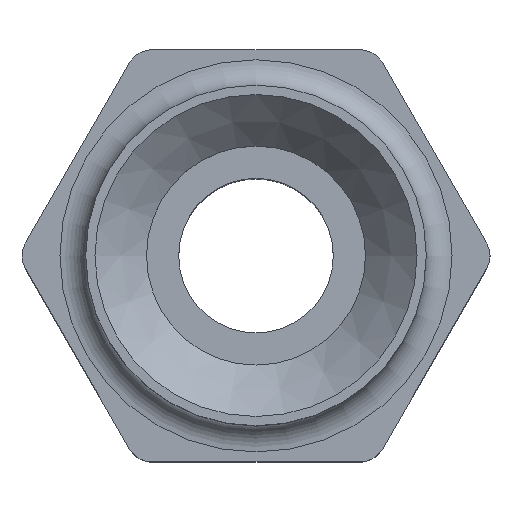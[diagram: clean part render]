
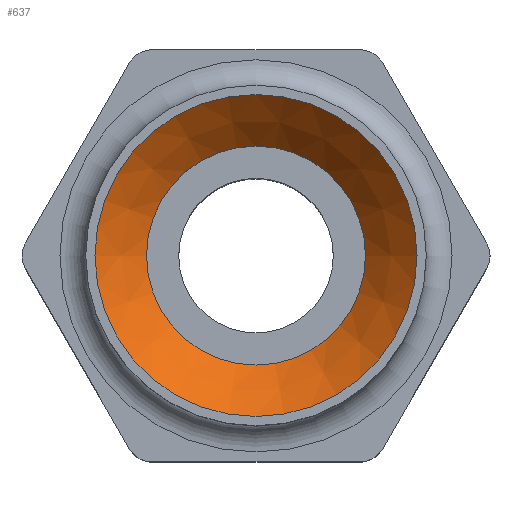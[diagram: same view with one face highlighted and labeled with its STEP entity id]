
A CAD part, top view. The second image highlights one B-rep face of the part: STEP entity #637.
In plain terms, the highlighted conical face has half-angle 45 degrees and reference radius 12.5 mm.
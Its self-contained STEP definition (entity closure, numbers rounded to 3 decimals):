
#23=CONICAL_SURFACE('',#699,12.5,0.785);
#156=ORIENTED_EDGE('',*,*,#239,.F.);
#157=ORIENTED_EDGE('',*,*,#231,.F.);
#231=EDGE_CURVE('',#271,#271,#299,.T.);
#239=EDGE_CURVE('',#279,#279,#307,.F.);
#271=VERTEX_POINT('',#937);
#279=VERTEX_POINT('',#959);
#299=CIRCLE('',#683,12.5);
#307=CIRCLE('',#697,8.5);
#340=EDGE_LOOP('',(#156));
#341=EDGE_LOOP('',(#157));
#386=FACE_BOUND('',#340,.T.);
#387=FACE_BOUND('',#341,.T.);
#637=ADVANCED_FACE('',(#386,#387),#23,.F.);
#683=AXIS2_PLACEMENT_3D('',#936,#797,#798);
#697=AXIS2_PLACEMENT_3D('',#958,#825,#826);
#699=AXIS2_PLACEMENT_3D('',#961,#829,#830);
#797=DIRECTION('',(0.,0.,-1.));
#798=DIRECTION('',(-1.,0.,0.));
#825=DIRECTION('',(0.,0.,-1.));
#826=DIRECTION('',(-1.,0.,0.));
#829=DIRECTION('',(0.,0.,1.));
#830=DIRECTION('',(1.,0.,0.));
#936=CARTESIAN_POINT('',(0.,0.,28.));
#937=CARTESIAN_POINT('',(-12.5,0.,28.));
#958=CARTESIAN_POINT('',(0.,0.,24.));
#959=CARTESIAN_POINT('',(-8.5,0.,24.));
#961=CARTESIAN_POINT('',(0.,0.,28.));
